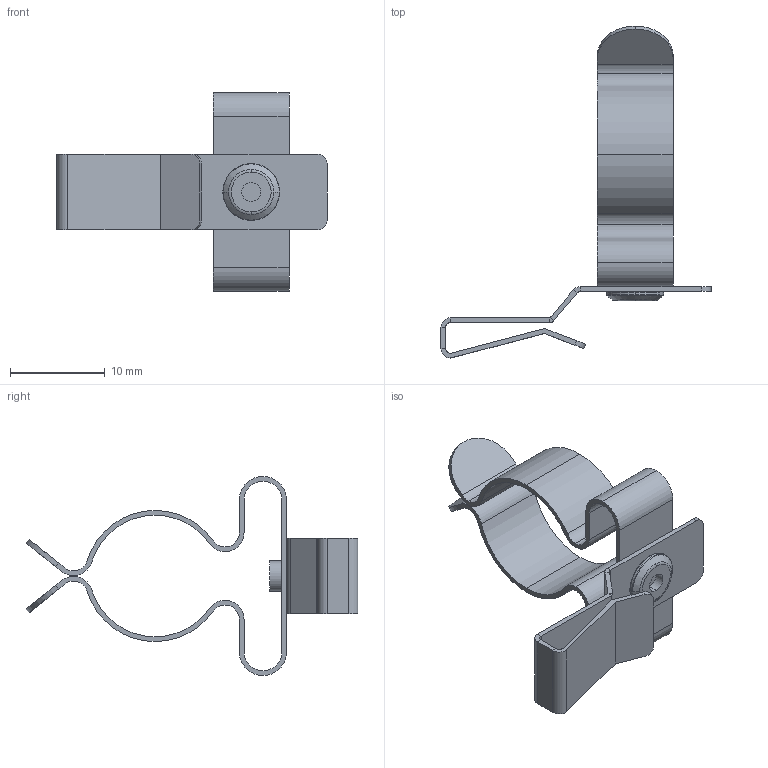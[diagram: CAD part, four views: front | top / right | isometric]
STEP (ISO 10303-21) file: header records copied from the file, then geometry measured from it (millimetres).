
FILE_DESCRIPTION(('STEP AP242'),'1');
FILE_NAME('36786_5.stp','2020-06-02T08:07:27',('TraceParts'),('TraceParts S.A.'),'Spatial InterOp 3D',' ',' ');
FILE_SCHEMA(('AP242_MANAGED_MODEL_BASED_3D_ENGINEERING_MIM_LF {1 0 10303 442 1 1 4}'));
Length unit declared in the file: millimetre
Products named in the file (1): 36786_5_1
Bounding box: 28.5 x 35.02 x 21 mm (x, y, z)
Volume: 595.7 mm3; surface area: 2496.5 mm2
Topology: 3 solids, 3 shells, 191 faces, 492 edges, 318 vertices
Faces by surface type: plane 93, cylinder 60, bspline 28, torus 6, sphere 2, cone 2
Entity records: 7441 total; most frequent: CARTESIAN_POINT 2824, ORIENTED_EDGE 984, DIRECTION 908, EDGE_CURVE 492, VERTEX_POINT 318, AXIS2_PLACEMENT_3D 306, LINE 296, VECTOR 296
